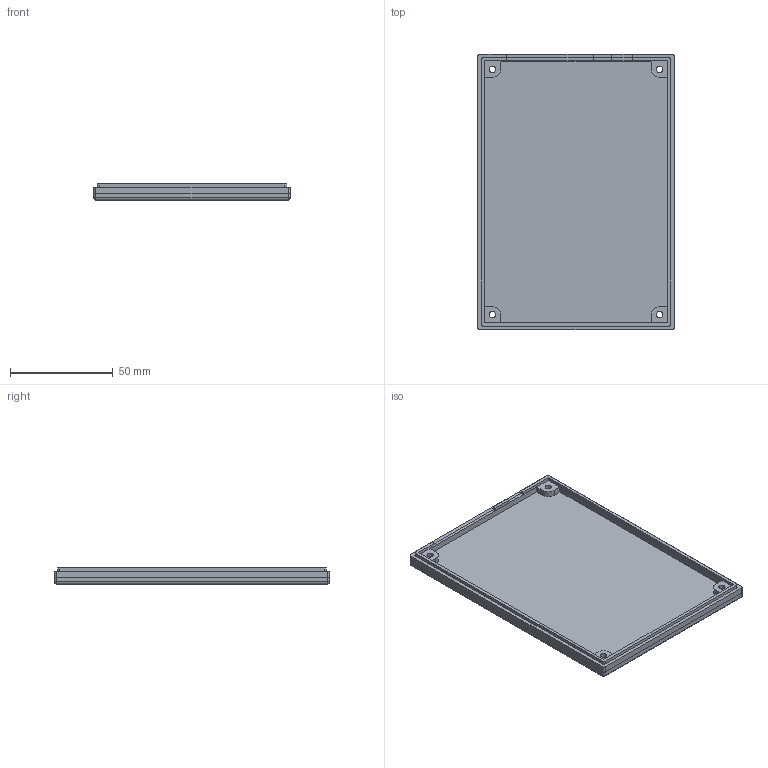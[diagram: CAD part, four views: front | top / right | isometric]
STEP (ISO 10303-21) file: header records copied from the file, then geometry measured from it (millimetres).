
FILE_DESCRIPTION(('FreeCAD Model'),'2;1');
FILE_NAME('Open CASCADE Shape Model','2022-09-08T20:42:23',(''),(''), 'Open CASCADE STEP processor 7.5','FreeCAD','Unknown');
FILE_SCHEMA(('AUTOMOTIVE_DESIGN { 1 0 10303 214 1 1 1 1 }'));
Length unit declared in the file: millimetre
Products named in the file (1): LabelPocket
Bounding box: 95.7 x 133.8 x 7.8 mm (x, y, z)
Volume: 46035.2 mm3; surface area: 31314 mm2
Topology: 1 solids, 1 shells, 482 faces, 1314 edges, 860 vertices
Faces by surface type: extrusion 305, plane 145, cylinder 28, sphere 4
Full cylindrical faces by diameter (mm): 3.1 x4, 13 x4
Entity records: 32499 total; most frequent: CARTESIAN_POINT 8377, DIRECTION 3374, VECTOR 2879, ORIENTED_EDGE 2620, PCURVE 2620, DEFINITIONAL_REPRESENTATION 2620, LINE 2574, B_SPLINE_CURVE_WITH_KNOTS 1573
